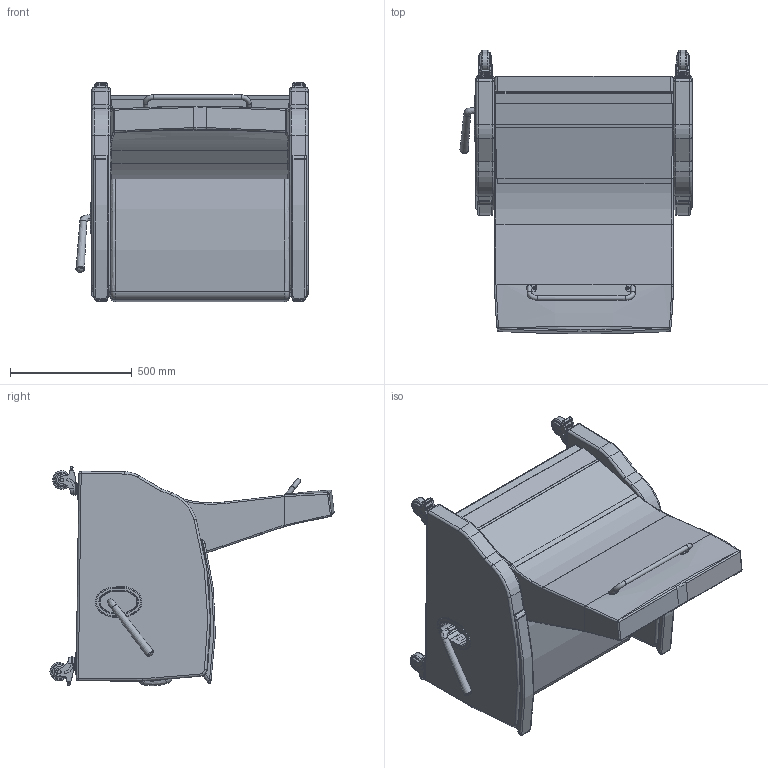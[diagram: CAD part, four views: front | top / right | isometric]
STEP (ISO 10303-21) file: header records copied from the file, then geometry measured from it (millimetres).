
FILE_DESCRIPTION(/* description */ (''),/* implementation_level */ '2;1');
FILE_NAME(/* name */ 'EB1037W.stp',/* time_stamp */ '2017-09-13T11:05:07-04:00',/* author */ ('emehringer'),/* organization */ (''),/* preprocessor_version */ 'ST-DEVELOPER v16.5',/* originating_system */ 'Autodesk Inventor 2017',/* authorisation */ '');
FILE_SCHEMA (('AUTOMOTIVE_DESIGN { 1 0 10303 214 3 1 1 }'));
Length unit declared in the file: inch
Products named in the file (31): EB1037U-W-J; EV7070 UBACK; PB3; PUSH BAR 17.625; PUSH BAR 17.625_1; PUSH BAR 17.625 right side; 1420X1.5 PSHPB; E4030 UBACK; 5030 UKP; 7030 USEAT; 5030 UKO; E4030 UBACK FLAP; BEZEL-1; HDL 3000 BLK; HDL 3000 BLKPLASTIC; HDL 3000 BLK METAL; E1010 FARM L; E1010 FARM R; CAST COL 4inSLB; _NG-03AMP-125-TL-TP01_fork; _TP01_Next Generation Series_0; _NG-03QDP-125-SW-TP01_rivet; _NG-03AMP-125-TL-TP01_wheel_core; _NG-03AMP-125-TL-TP01_wheel_tread; _NG-03AMP-125-TL-TP01_wheel_guard; _NG-03AMP-125-TL-TP01_wheel_tguard; _NG-03AMP-125-TL-TP01_cap; 7000-2 CON PLT; MAC R1010; MAC R1010_1; MAC R1010 (metal)
Assembly tree (36 placements, depth 5):
  EB1037U-W-J
    EV7070 UBACK
      PB3
        PUSH BAR 17.625
          PUSH BAR 17.625_1
          PUSH BAR 17.625 right side
        1420X1.5 PSHPB  x2
      E4030 UBACK
    5030 UKP
    7030 USEAT
    5030 UKO
    E4030 UBACK FLAP
    BEZEL-1
    HDL 3000 BLK
      HDL 3000 BLKPLASTIC
      HDL 3000 BLK METAL
    E1010 FARM L
    E1010 FARM R
    CAST COL 4inSLB  x4
      _NG-03AMP-125-TL-TP01_fork
      _TP01_Next Generation Series_0
      _NG-03QDP-125-SW-TP01_rivet
      _NG-03AMP-125-TL-TP01_wheel_core
      _NG-03AMP-125-TL-TP01_wheel_tread
      _NG-03AMP-125-TL-TP01_wheel_guard
      _NG-03AMP-125-TL-TP01_wheel_tguard
      _NG-03AMP-125-TL-TP01_cap
    7000-2 CON PLT
    MAC R1010  x2
      MAC R1010_1
      MAC R1010 (metal)
Bounding box: 954.37 x 1168.65 x 903.85 mm (x, y, z)
Volume: 219513228.3 mm3; surface area: 7083278.3 mm2
Topology: 55 solids, 67 shells, 1400 faces, 3347 edges, 2122 vertices
Faces by surface type: cylinder 601, plane 507, torus 171, bspline 68, cone 36, sphere 17
Full cylindrical faces by diameter (mm): 3.969 x8, 5.953 x1, 6.35 x10, 7.938 x2, 11.112 x8, 11.989 x4, 12.497 x2, 14.877 x4, 15.062 x4, 15.24 x8, 19.05 x3, 19.075 x4, 25.4 x4, 31.75 x1, 38.049 x4, 44.298 x4, 52.273 x4, 55.372 x8, 57.15 x8, 76.2 x4
Entity records: 25998 total; most frequent: CARTESIAN_POINT 7225, DIRECTION 4010, ORIENTED_EDGE 3476, EDGE_CURVE 1738, AXIS2_PLACEMENT_3D 1639, VERTEX_POINT 1109, EDGE_LOOP 899, CIRCLE 795
